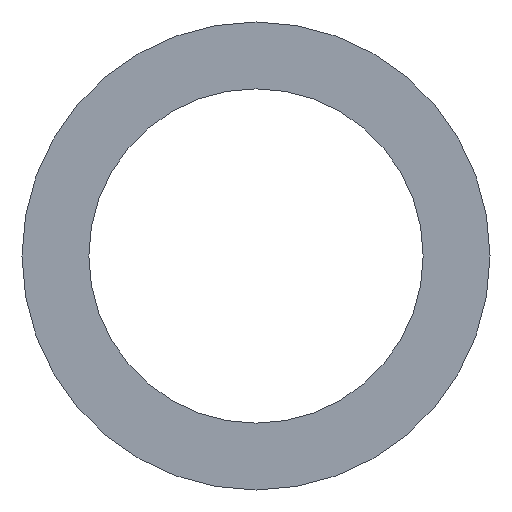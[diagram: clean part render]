
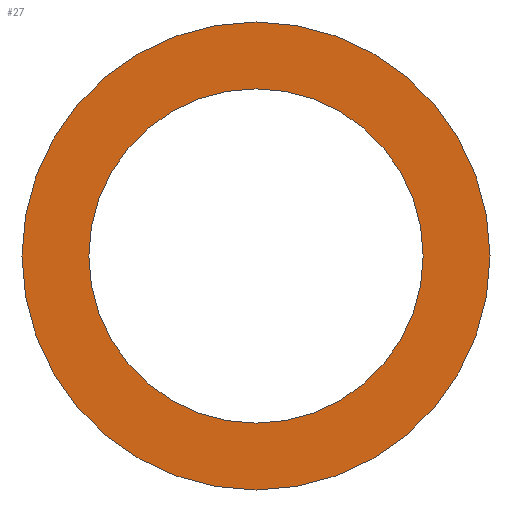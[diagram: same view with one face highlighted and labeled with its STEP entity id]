
A CAD part, front view. The second image highlights one B-rep face of the part: STEP entity #27.
In plain terms, the highlighted planar face has unit normal (0, -1, 0).
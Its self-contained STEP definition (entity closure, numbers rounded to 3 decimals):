
#5 = DIRECTION ( 'NONE',  ( 0., 0., 1. ) ) ;
#6 = EDGE_LOOP ( 'NONE', ( #134, #103 ) ) ;
#15 = DIRECTION ( 'NONE',  ( 0., 0., 1. ) ) ;
#17 = AXIS2_PLACEMENT_3D ( 'NONE', #182, #133, #15 ) ;
#27 = ADVANCED_FACE ( 'NONE', ( #55, #178 ), #194, .F. ) ;
#28 = VERTEX_POINT ( 'NONE', #164 ) ;
#30 = CARTESIAN_POINT ( 'NONE',  ( 0., -500., 0. ) ) ;
#34 = CARTESIAN_POINT ( 'NONE',  ( 0., -500., -15.875 ) ) ;
#40 = CARTESIAN_POINT ( 'NONE',  ( 0., -500., 0. ) ) ;
#48 = AXIS2_PLACEMENT_3D ( 'NONE', #30, #93, #152 ) ;
#55 = FACE_BOUND ( 'NONE', #6, .T. ) ;
#58 = DIRECTION ( 'NONE',  ( 0., 0., 1. ) ) ;
#62 = EDGE_CURVE ( 'NONE', #195, #122, #67, .T. ) ;
#64 = CIRCLE ( 'NONE', #17, 22.225 ) ;
#67 = CIRCLE ( 'NONE', #48, 22.225 ) ;
#70 = DIRECTION ( 'NONE',  ( 0., 1., 0. ) ) ;
#84 = ORIENTED_EDGE ( 'NONE', *, *, #165, .F. ) ;
#85 = AXIS2_PLACEMENT_3D ( 'NONE', #40, #107, #58 ) ;
#86 = CARTESIAN_POINT ( 'NONE',  ( 0., -500., 22.225 ) ) ;
#93 = DIRECTION ( 'NONE',  ( 0., 1., 0. ) ) ;
#103 = ORIENTED_EDGE ( 'NONE', *, *, #157, .T. ) ;
#107 = DIRECTION ( 'NONE',  ( 0., 1., 0. ) ) ;
#113 = VERTEX_POINT ( 'NONE', #34 ) ;
#117 = ORIENTED_EDGE ( 'NONE', *, *, #62, .F. ) ;
#120 = EDGE_CURVE ( 'NONE', #113, #28, #125, .T. ) ;
#122 = VERTEX_POINT ( 'NONE', #86 ) ;
#125 = CIRCLE ( 'NONE', #131, 15.875 ) ;
#131 = AXIS2_PLACEMENT_3D ( 'NONE', #145, #142, #198 ) ;
#133 = DIRECTION ( 'NONE',  ( 0., 1., 0. ) ) ;
#134 = ORIENTED_EDGE ( 'NONE', *, *, #120, .T. ) ;
#142 = DIRECTION ( 'NONE',  ( 0., 1., 0. ) ) ;
#145 = CARTESIAN_POINT ( 'NONE',  ( 0., -500., 0. ) ) ;
#152 = DIRECTION ( 'NONE',  ( 0., 0., 1. ) ) ;
#156 = CARTESIAN_POINT ( 'NONE',  ( 0., -500., 0. ) ) ;
#157 = EDGE_CURVE ( 'NONE', #28, #113, #193, .T. ) ;
#164 = CARTESIAN_POINT ( 'NONE',  ( 0., -500., 15.875 ) ) ;
#165 = EDGE_CURVE ( 'NONE', #122, #195, #64, .T. ) ;
#173 = CARTESIAN_POINT ( 'NONE',  ( 0., -500., -22.225 ) ) ;
#178 = FACE_OUTER_BOUND ( 'NONE', #188, .T. ) ;
#182 = CARTESIAN_POINT ( 'NONE',  ( 0., -500., 0. ) ) ;
#188 = EDGE_LOOP ( 'NONE', ( #117, #84 ) ) ;
#193 = CIRCLE ( 'NONE', #197, 15.875 ) ;
#194 = PLANE ( 'NONE',  #85 ) ;
#195 = VERTEX_POINT ( 'NONE', #173 ) ;
#197 = AXIS2_PLACEMENT_3D ( 'NONE', #156, #70, #5 ) ;
#198 = DIRECTION ( 'NONE',  ( 0., 0., 1. ) ) ;
